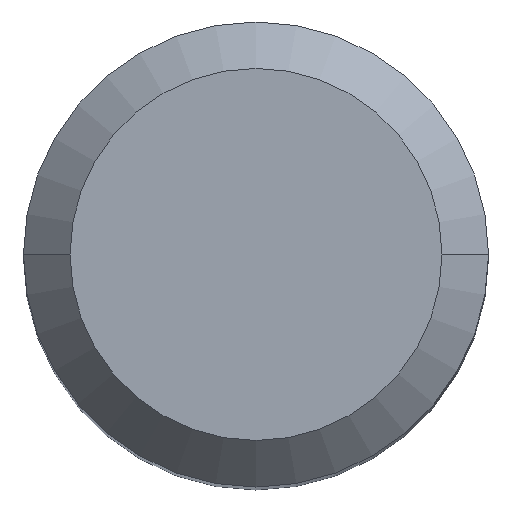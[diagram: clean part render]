
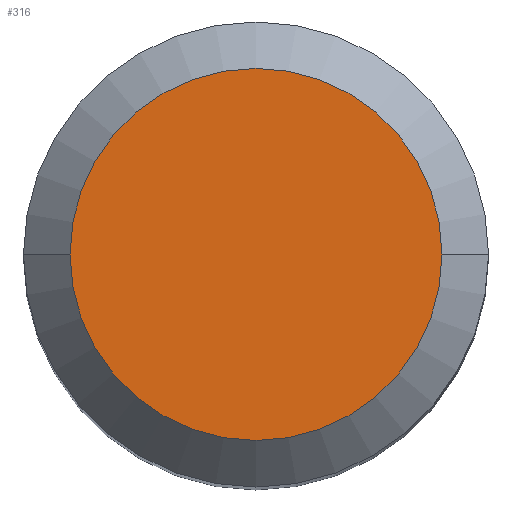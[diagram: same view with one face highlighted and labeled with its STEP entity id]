
A CAD part, top view. The second image highlights one B-rep face of the part: STEP entity #316.
In plain terms, the highlighted planar face has unit normal (0, 0, 1).
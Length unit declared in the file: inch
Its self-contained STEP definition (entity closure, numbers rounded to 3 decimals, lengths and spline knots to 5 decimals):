
#9 = DIRECTION ( 'NONE',  ( 0., 0., 1. ) ) ;
#33 = DIRECTION ( 'NONE',  ( 1., 0., 0. ) ) ;
#52 = ORIENTED_EDGE ( 'NONE', *, *, #327, .T. ) ;
#55 = DIRECTION ( 'NONE',  ( -1., 0., 0. ) ) ;
#65 = CARTESIAN_POINT ( 'NONE',  ( -0.18896, 0., 0. ) ) ;
#66 = CARTESIAN_POINT ( 'NONE',  ( 0., 0., 0. ) ) ;
#82 = CARTESIAN_POINT ( 'NONE',  ( 0., 0., 0. ) ) ;
#168 = ORIENTED_EDGE ( 'NONE', *, *, #201, .T. ) ;
#174 = AXIS2_PLACEMENT_3D ( 'NONE', #82, #229, #55 ) ;
#184 = EDGE_LOOP ( 'NONE', ( #168, #52 ) ) ;
#195 = DIRECTION ( 'NONE',  ( 1., 0., 0. ) ) ;
#201 = EDGE_CURVE ( 'NONE', #259, #401, #276, .T. ) ;
#229 = DIRECTION ( 'NONE',  ( 0., 0., -1. ) ) ;
#254 = CARTESIAN_POINT ( 'NONE',  ( 0.18896, 0., 0. ) ) ;
#259 = VERTEX_POINT ( 'NONE', #65 ) ;
#276 = CIRCLE ( 'NONE', #411, 0.18896 ) ;
#316 = ADVANCED_FACE ( 'NONE', ( #384 ), #379, .F. ) ;
#327 = EDGE_CURVE ( 'NONE', #401, #259, #471, .T. ) ;
#379 = PLANE ( 'NONE',  #174 ) ;
#384 = FACE_OUTER_BOUND ( 'NONE', #184, .T. ) ;
#401 = VERTEX_POINT ( 'NONE', #254 ) ;
#411 = AXIS2_PLACEMENT_3D ( 'NONE', #66, #439, #33 ) ;
#425 = CARTESIAN_POINT ( 'NONE',  ( 0., 0., 0. ) ) ;
#439 = DIRECTION ( 'NONE',  ( 0., 0., 1. ) ) ;
#455 = AXIS2_PLACEMENT_3D ( 'NONE', #425, #9, #195 ) ;
#471 = CIRCLE ( 'NONE', #455, 0.18896 ) ;
